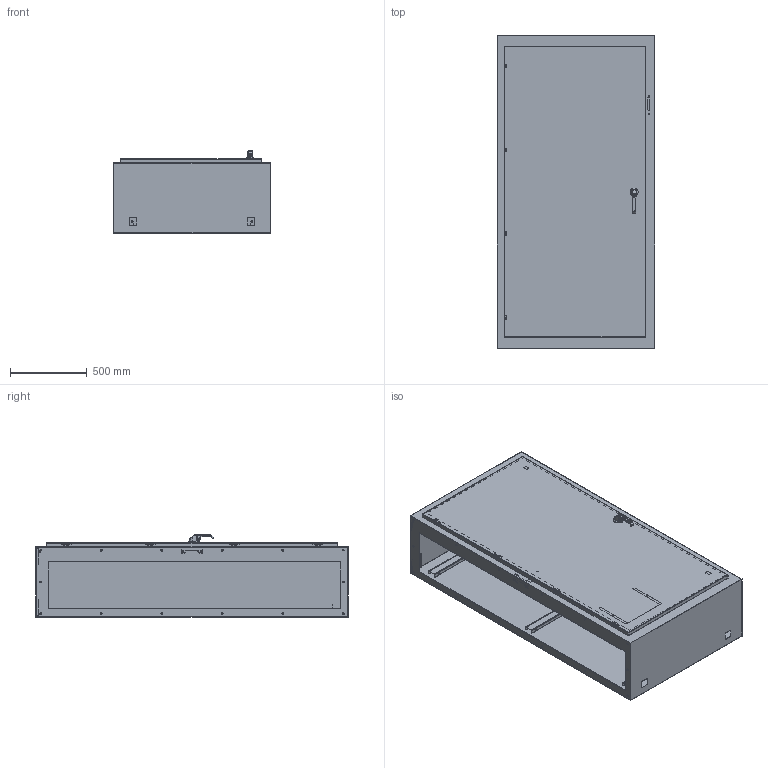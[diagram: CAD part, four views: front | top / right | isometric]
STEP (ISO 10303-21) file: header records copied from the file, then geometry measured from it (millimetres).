
FILE_DESCRIPTION (( 'STEP AP214' ), '1' );
FILE_NAME ('SCE-N80RX4018.STEP', '2024-05-02T18:45:24', ( '' ), ( '' ), 'SwSTEP 2.0', 'SolidWorks 2023', '' );
FILE_SCHEMA (( 'AUTOMOTIVE_DESIGN' ));
Length unit declared in the file: inch
Products named in the file (1): SCE-N80RX4018
Bounding box: 1022.35 x 2032 x 534.57 mm (x, y, z)
Volume: 19469950.9 mm3; surface area: 14591659.4 mm2
Topology: 27 solids, 31 shells, 4266 faces, 10891 edges, 6682 vertices
Faces by surface type: plane 1638, cylinder 1524, bspline 914, cone 113, torus 77
Full cylindrical faces by diameter (mm): 1.016 x4, 3.978 x4, 4.318 x20, 4.978 x16, 5.016 x2, 5.207 x8, 5.232 x8, 5.537 x4, 6.096 x8, 6.198 x8, 6.35 x8, 7.137 x2, 9.525 x10, 10.323 x8, 11.112 x10, 11.176 x2, 16 x1, 22 x1
Entity records: 203508 total; most frequent: CARTESIAN_POINT 107885, ORIENTED_EDGE 20974, DIRECTION 18100, EDGE_CURVE 10487, VERTEX_POINT 6576, AXIS2_PLACEMENT_3D 6571, LINE 4958, VECTOR 4958
